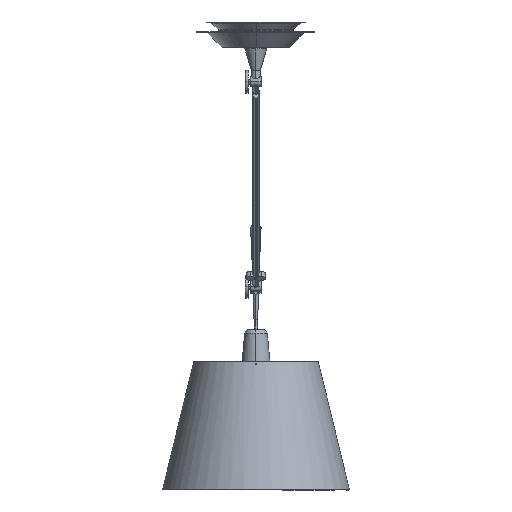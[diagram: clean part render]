
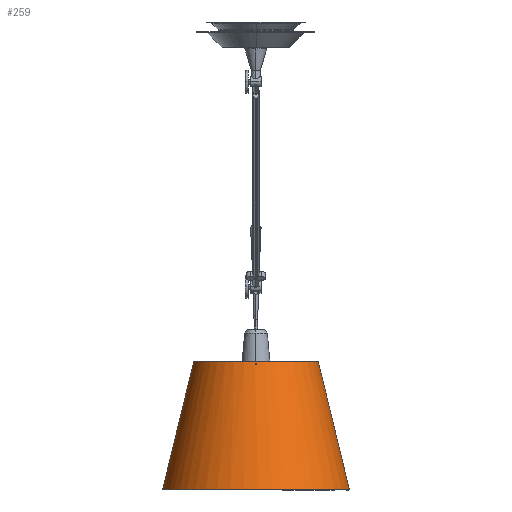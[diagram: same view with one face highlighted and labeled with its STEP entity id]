
A CAD part, left-side view. The second image highlights one B-rep face of the part: STEP entity #259.
In plain terms, the highlighted free-form (B-spline) face has degree [1, 3] with [2, 7] control points.
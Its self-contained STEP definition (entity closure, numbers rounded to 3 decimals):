
#259=ADVANCED_FACE($,(#687),#4790,.T.);
#687=FACE_OUTER_BOUND($,#1104,.T.);
#1104=EDGE_LOOP($,(#2377,#2378,#2379,#2380));
#2377=ORIENTED_EDGE($,*,*,#3672,.F.);
#2378=ORIENTED_EDGE($,*,*,#3675,.T.);
#2379=ORIENTED_EDGE($,*,*,#3674,.T.);
#2380=ORIENTED_EDGE($,*,*,#3671,.F.);
#3671=EDGE_CURVE($,#4389,#4388,#5616,.T.);
#3672=EDGE_CURVE($,#4390,#4389,#5198,.T.);
#3674=EDGE_CURVE($,#4391,#4388,#5200,.T.);
#3675=EDGE_CURVE($,#4390,#4391,#5617,.T.);
#4388=VERTEX_POINT($,#11190);
#4389=VERTEX_POINT($,#11191);
#4390=VERTEX_POINT($,#11192);
#4391=VERTEX_POINT($,#11193);
#4790=(
BOUNDED_SURFACE()
B_SPLINE_SURFACE(1,3,((#11156,#11157,#11158,#11159,#11160,#11161,#11162),
(#11163,#11164,#11165,#11166,#11167,#11168,#11169)),.UNSPECIFIED.,.F.,.F.,
.F.)
B_SPLINE_SURFACE_WITH_KNOTS((2,2),(4,3,4),(0.,328.551),(0.,1261.275,
2522.549),.UNSPECIFIED.)
GEOMETRIC_REPRESENTATION_ITEM()
RATIONAL_B_SPLINE_SURFACE(((1.,0.333,0.333,1.,0.333,
0.333,1.),(1.,0.333,0.333,1.,0.333,
0.333,1.)))
REPRESENTATION_ITEM($)
SURFACE()
);
#5198=B_SPLINE_CURVE_WITH_KNOTS($,3,(#11104,#11105,#11106,#11107,#11108,
#11109),.UNSPECIFIED.,.F.,.F.,(4,2,4),(-4.,-3.148,-3.),.UNSPECIFIED.);
#5200=B_SPLINE_CURVE_WITH_KNOTS($,3,(#11114,#11115,#11116,#11117),.UNSPECIFIED.,
.F.,.F.,(4,4),(7.282,8.282),.UNSPECIFIED.);
#5616=(
BOUNDED_CURVE()
B_SPLINE_CURVE(3,(#11097,#11098,#11099,#11100,#11101,#11102,#11103),.UNSPECIFIED.,
.F.,.F.)
B_SPLINE_CURVE_WITH_KNOTS((4,3,4),(-2522.549,-1261.275,0.),
.UNSPECIFIED.)
CURVE()
GEOMETRIC_REPRESENTATION_ITEM()
RATIONAL_B_SPLINE_CURVE((1.,0.333,0.333,1.,0.333,
0.333,1.))
REPRESENTATION_ITEM($)
);
#5617=(
BOUNDED_CURVE()
B_SPLINE_CURVE(3,(#11118,#11119,#11120,#11121,#11122,#11123,#11124),.UNSPECIFIED.,
.F.,.F.)
B_SPLINE_CURVE_WITH_KNOTS((4,3,4),(0.15,1261.275,2522.399),
.UNSPECIFIED.)
CURVE()
GEOMETRIC_REPRESENTATION_ITEM()
RATIONAL_B_SPLINE_CURVE((1.,0.334,0.334,1.,0.334,
0.334,1.))
REPRESENTATION_ITEM($)
);
#11097=CARTESIAN_POINT($,(1330.966,179.668,-902.159));
#11098=CARTESIAN_POINT($,(1690.745,185.617,-902.159));
#11099=CARTESIAN_POINT($,(1696.78,-174.161,-902.159));
#11100=CARTESIAN_POINT($,(1337.003,-180.281,-902.159));
#11101=CARTESIAN_POINT($,(977.226,-186.401,-902.159));
#11102=CARTESIAN_POINT($,(971.021,173.374,-902.159));
#11103=CARTESIAN_POINT($,(1330.794,179.665,-902.159));
#11104=CARTESIAN_POINT($,(1331.986,119.699,-654.978));
#11105=CARTESIAN_POINT($,(1331.696,136.74,-725.218));
#11106=CARTESIAN_POINT($,(1331.406,153.781,-795.459));
#11107=CARTESIAN_POINT($,(1331.066,173.771,-877.853));
#11108=CARTESIAN_POINT($,(1331.016,176.719,-890.006));
#11109=CARTESIAN_POINT($,(1330.966,179.668,-902.159));
#11114=CARTESIAN_POINT($,(1331.815,119.696,-654.978));
#11115=CARTESIAN_POINT($,(1331.488,138.887,-734.081));
#11116=CARTESIAN_POINT($,(1331.121,160.474,-823.056));
#11117=CARTESIAN_POINT($,(1330.794,179.665,-902.159));
#11118=CARTESIAN_POINT($,(1331.986,119.699,-654.978));
#11119=CARTESIAN_POINT($,(1571.856,123.608,-654.978));
#11120=CARTESIAN_POINT($,(1575.793,-116.233,-654.978));
#11121=CARTESIAN_POINT($,(1335.983,-120.312,-654.978));
#11122=CARTESIAN_POINT($,(1096.172,-124.392,-654.978));
#11123=CARTESIAN_POINT($,(1091.95,115.445,-654.978));
#11124=CARTESIAN_POINT($,(1331.815,119.696,-654.978));
#11156=CARTESIAN_POINT($,(1330.966,179.668,-902.159));
#11157=CARTESIAN_POINT($,(1690.745,185.617,-902.159));
#11158=CARTESIAN_POINT($,(1696.78,-174.161,-902.159));
#11159=CARTESIAN_POINT($,(1337.003,-180.281,-902.159));
#11160=CARTESIAN_POINT($,(977.226,-186.401,-902.159));
#11161=CARTESIAN_POINT($,(971.021,173.374,-902.159));
#11162=CARTESIAN_POINT($,(1330.794,179.665,-902.159));
#11163=CARTESIAN_POINT($,(1331.957,119.698,-654.978));
#11164=CARTESIAN_POINT($,(1571.855,123.665,-654.978));
#11165=CARTESIAN_POINT($,(1575.878,-116.232,-654.978));
#11166=CARTESIAN_POINT($,(1335.983,-120.312,-654.978));
#11167=CARTESIAN_POINT($,(1096.087,-124.393,-654.978));
#11168=CARTESIAN_POINT($,(1091.949,115.502,-654.978));
#11169=CARTESIAN_POINT($,(1331.843,119.696,-654.978));
#11190=CARTESIAN_POINT($,(1330.794,179.665,-902.159));
#11191=CARTESIAN_POINT($,(1330.966,179.668,-902.159));
#11192=CARTESIAN_POINT($,(1331.986,119.699,-654.978));
#11193=CARTESIAN_POINT($,(1331.815,119.696,-654.978));
